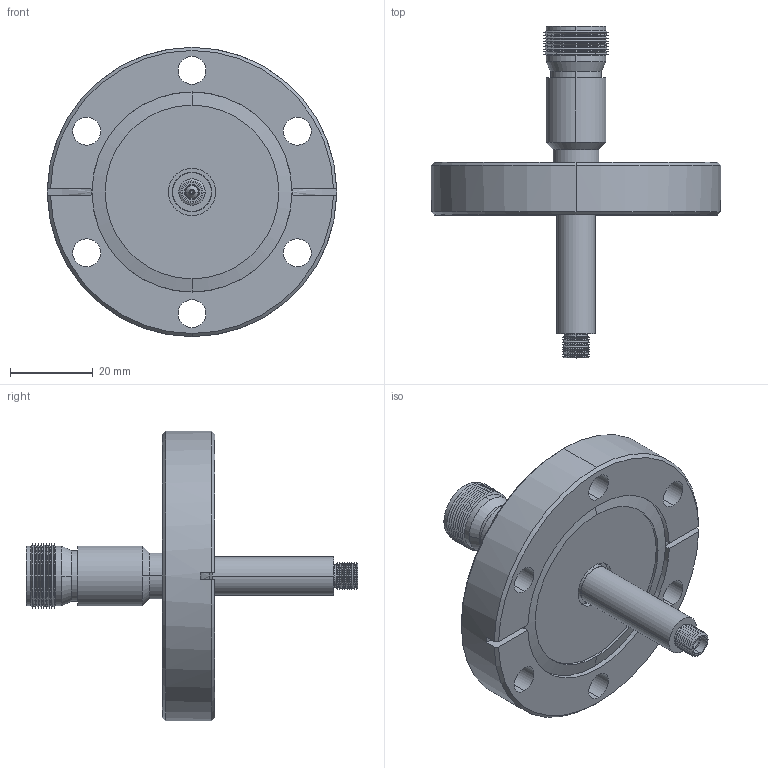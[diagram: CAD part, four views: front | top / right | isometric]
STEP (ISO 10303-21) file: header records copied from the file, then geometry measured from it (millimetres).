
FILE_DESCRIPTION (( 'STEP AP203' ), '1' );
FILE_NAME ('A8223-2-CF.STEP', '2013-11-11T12:14:19', ( '' ), ( '' ), 'SwSTEP 2.0', 'SolidWorks 2012', '' );
FILE_SCHEMA (( 'CONFIG_CONTROL_DESIGN' ));
Length unit declared in the file: inch
Products named in the file (1): A8223-2-CF
Bounding box: 69.85 x 80.14 x 69.85 mm (x, y, z)
Volume: 47351.4 mm3; surface area: 18931.4 mm2
Topology: 1 solids, 2 shells, 243 faces, 554 edges, 332 vertices
Faces by surface type: cone 107, cylinder 85, plane 49, bspline 2
Entity records: 7017 total; most frequent: DIRECTION 1316, CARTESIAN_POINT 1272, ORIENTED_EDGE 1100, EDGE_CURVE 550, AXIS2_PLACEMENT_3D 540, VERTEX_POINT 332, CIRCLE 298, EDGE_LOOP 278
